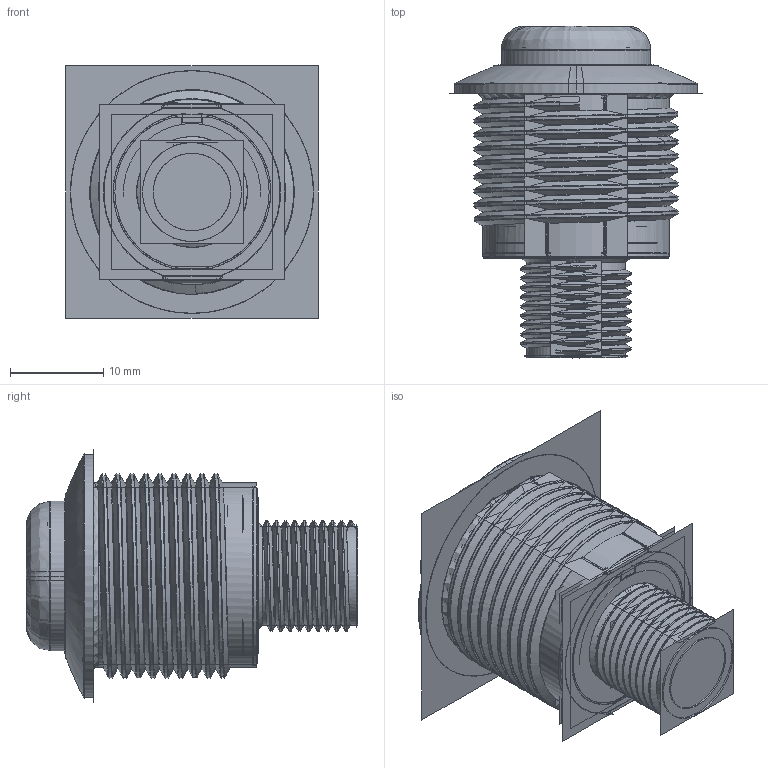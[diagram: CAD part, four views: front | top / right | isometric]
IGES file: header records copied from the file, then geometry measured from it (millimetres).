
Start section:  PTC IGES file: 172063.igs
Global section: file name: 172063.igs; native system: Creo Parametric by Parametric Technology Corporation; preprocessor: 2013230; author: pdmadmin; organization: Unknown; date: 20160118.110552; units: millimetre
Bounding box: 27.06 x 35.5 x 27.04 mm (x, y, z)
Volume: 5519 mm3; surface area: 66193.6 mm2
Topology: 7 solids, 7 shells, 868 faces, 4234 edges, 5299 vertices
Faces by surface type: bspline 438, revolution 430
